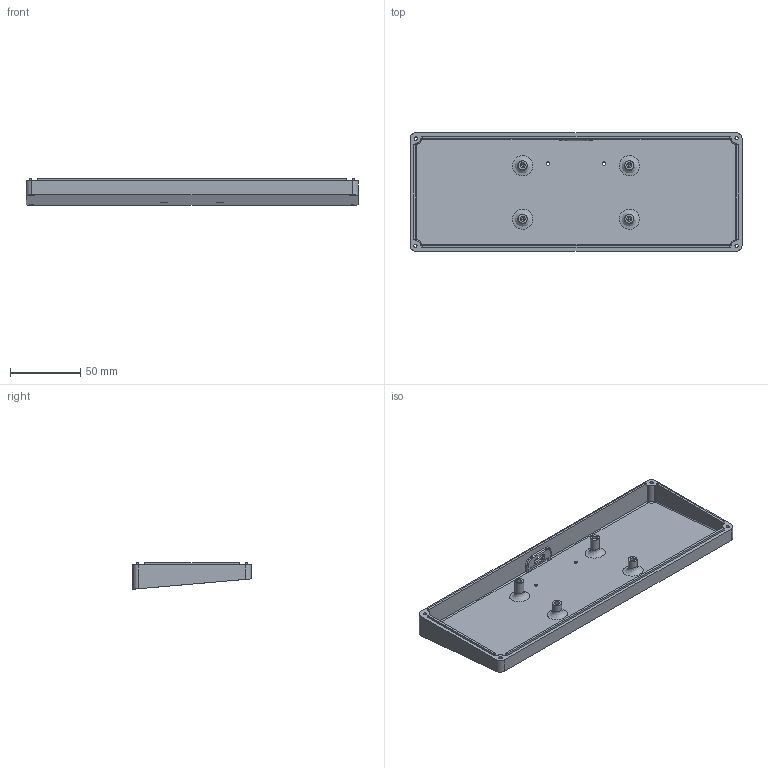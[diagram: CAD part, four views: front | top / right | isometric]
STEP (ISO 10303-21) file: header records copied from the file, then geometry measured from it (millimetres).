
FILE_DESCRIPTION(/* description */ (''),/* implementation_level */ '2;1');
FILE_NAME(/* name */ 'VOID40 Redux - Bottom - Angled.step',/* time_stamp */ '2023-06-13T13:34:47+03:00',/* author */ (''),/* organization */ (''),/* preprocessor_version */ 'ST-DEVELOPER v19.2',/* originating_system */ 'Autodesk Translation Framework v12.6.0.85',/* authorisation */ '');
FILE_SCHEMA (('AUTOMOTIVE_DESIGN { 1 0 10303 214 3 1 1 }'));
Length unit declared in the file: millimetre
Products named in the file (1): VOID40 Redux
Bounding box: 236.85 x 84.45 x 18.89 mm (x, y, z)
Volume: 75047.1 mm3; surface area: 59051.7 mm2
Topology: 1 solids, 1 shells, 152 faces, 363 edges, 218 vertices
Faces by surface type: cylinder 65, plane 43, bspline 30, torus 10, cone 4
Full cylindrical faces by diameter (mm): 2.4 x6, 3.5 x4, 4.2 x4, 6.4 x4
Entity records: 5604 total; most frequent: CARTESIAN_POINT 2041, DIRECTION 731, ORIENTED_EDGE 710, EDGE_CURVE 355, AXIS2_PLACEMENT_3D 291, VERTEX_POINT 218, EDGE_LOOP 179, FACE_OUTER_BOUND 152
